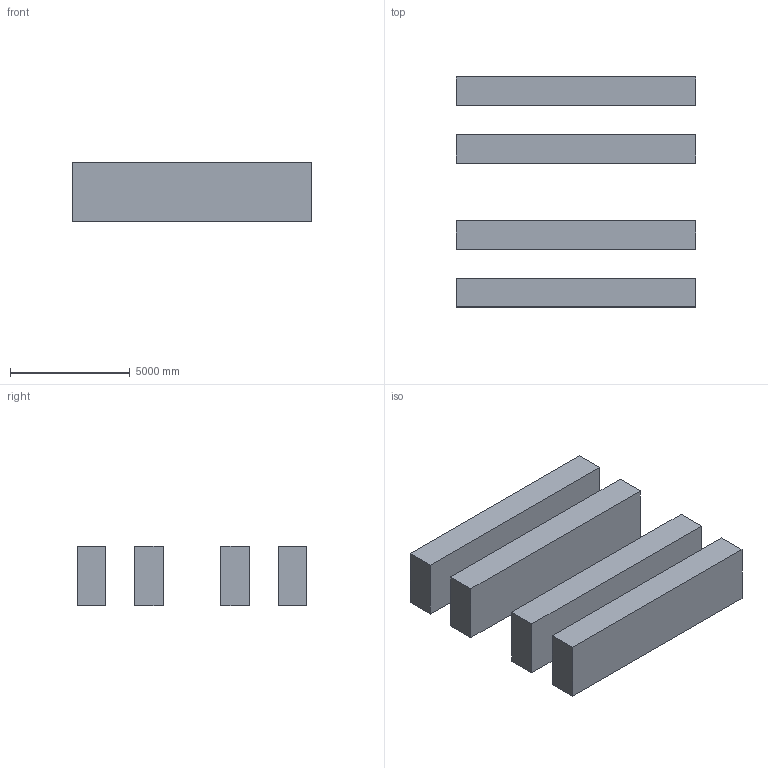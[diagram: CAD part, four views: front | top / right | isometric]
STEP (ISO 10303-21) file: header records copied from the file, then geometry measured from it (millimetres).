
FILE_DESCRIPTION(('FreeCAD Model'),'2;1');
FILE_NAME('free2.step','2021-03-19T16:33:53',('Author'),( ''),'Open CASCADE STEP processor 7.3','FreeCAD','Unknown');
FILE_SCHEMA(('AUTOMOTIVE_DESIGN { 1 0 10303 214 1 1 1 1 }'));
Length unit declared in the file: millimetre
Products named in the file (4): Kostka001_(Mirror_#6); Kostka_(Mirror_#3); Kostka001_(Mirror_#4); Kostka_(Mirror_#5)
Bounding box: 10000 x 9600 x 2500 mm (x, y, z)
Volume: 120000000000 mm3; surface area: 320000000 mm2
Topology: 4 solids, 4 shells, 24 faces, 48 edges, 32 vertices
Faces by surface type: plane 24
Entity records: 1311 total; most frequent: CARTESIAN_POINT 201, DIRECTION 194, LINE 144, VECTOR 144, ORIENTED_EDGE 96, PCURVE 96, DEFINITIONAL_REPRESENTATION 96, EDGE_CURVE 48
